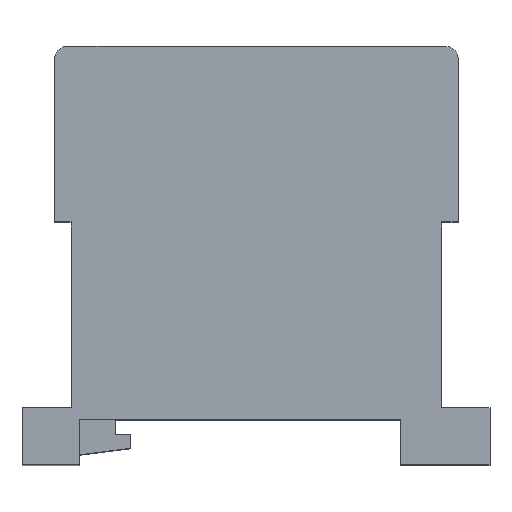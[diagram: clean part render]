
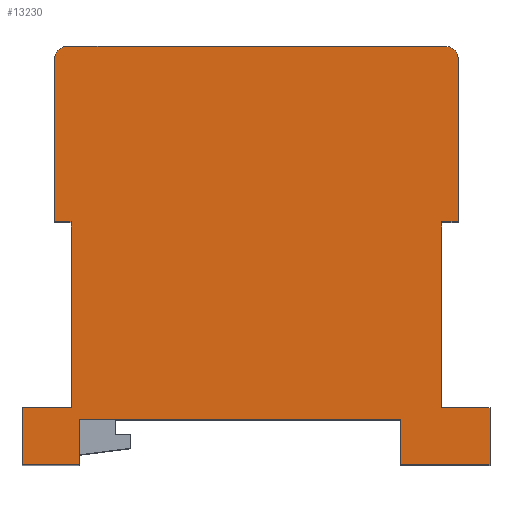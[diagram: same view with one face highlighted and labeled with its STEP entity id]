
A CAD part, top view. The second image highlights one B-rep face of the part: STEP entity #13230.
In plain terms, the highlighted planar face has unit normal (0, 0, 1).
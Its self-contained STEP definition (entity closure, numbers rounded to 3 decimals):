
#434 = VERTEX_POINT ( 'NONE', #6437 ) ;
#483 = DIRECTION ( 'NONE',  ( 0., -1., 0. ) ) ;
#718 = ORIENTED_EDGE ( 'NONE', *, *, #4234, .T. ) ;
#1224 = ORIENTED_EDGE ( 'NONE', *, *, #10041, .F. ) ;
#1515 = VECTOR ( 'NONE', #15718, 1000. ) ;
#1591 = DIRECTION ( 'NONE',  ( 0., 0., -1. ) ) ;
#1710 = CARTESIAN_POINT ( 'NONE',  ( -21.7, -28.4, 23.15 ) ) ;
#1725 = LINE ( 'NONE', #9336, #15736 ) ;
#1744 = VECTOR ( 'NONE', #8976, 1000. ) ;
#1808 = VERTEX_POINT ( 'NONE', #14475 ) ;
#1982 = VECTOR ( 'NONE', #16468, 1000. ) ;
#2182 = VECTOR ( 'NONE', #5010, 1000. ) ;
#2229 = VERTEX_POINT ( 'NONE', #11766 ) ;
#2261 = VERTEX_POINT ( 'NONE', #1710 ) ;
#2279 = CARTESIAN_POINT ( 'NONE',  ( 22.7, -22.85, 23.15 ) ) ;
#2373 = VERTEX_POINT ( 'NONE', #6105 ) ;
#2399 = EDGE_CURVE ( 'NONE', #2261, #1808, #12919, .T. ) ;
#2549 = CARTESIAN_POINT ( 'NONE',  ( -28.7, -21.4, 23.15 ) ) ;
#2600 = DIRECTION ( 'NONE',  ( -1., 0., 0. ) ) ;
#2622 = VECTOR ( 'NONE', #3585, 1000. ) ;
#2677 = LINE ( 'NONE', #13131, #1515 ) ;
#2688 = VERTEX_POINT ( 'NONE', #12141 ) ;
#2982 = LINE ( 'NONE', #14935, #4243 ) ;
#3047 = CARTESIAN_POINT ( 'NONE',  ( -28.7, -21.4, 23.15 ) ) ;
#3050 = CARTESIAN_POINT ( 'NONE',  ( -23.2, 21.35, 23.15 ) ) ;
#3268 = CARTESIAN_POINT ( 'NONE',  ( -22.7, -22.85, 23.15 ) ) ;
#3331 = CIRCLE ( 'NONE', #11151, 1.5 ) ;
#3585 = DIRECTION ( 'NONE',  ( 0., -1., 0. ) ) ;
#3590 = VERTEX_POINT ( 'NONE', #10919 ) ;
#3672 = LINE ( 'NONE', #7550, #2622 ) ;
#3700 = VECTOR ( 'NONE', #9985, 1000. ) ;
#3821 = LINE ( 'NONE', #2549, #1744 ) ;
#3873 = CARTESIAN_POINT ( 'NONE',  ( 22.7, 22.85, 23.15 ) ) ;
#3978 = CARTESIAN_POINT ( 'NONE',  ( 22.7, -22.85, 23.15 ) ) ;
#4234 = EDGE_CURVE ( 'NONE', #14320, #2373, #14661, .T. ) ;
#4243 = VECTOR ( 'NONE', #15779, 1000. ) ;
#4264 = DIRECTION ( 'NONE',  ( 0., -1., 0. ) ) ;
#4313 = CARTESIAN_POINT ( 'NONE',  ( 17.7, -28.4, 23.15 ) ) ;
#4583 = EDGE_CURVE ( 'NONE', #11531, #6710, #13840, .T. ) ;
#5010 = DIRECTION ( 'NONE',  ( 0., 1., 0. ) ) ;
#5092 = CARTESIAN_POINT ( 'NONE',  ( 22.7, -22.85, 23.15 ) ) ;
#5219 = CARTESIAN_POINT ( 'NONE',  ( 23.2, 21.35, 23.15 ) ) ;
#5234 = DIRECTION ( 'NONE',  ( 1., 0., 0. ) ) ;
#5246 = DIRECTION ( 'NONE',  ( -1., 0., 0. ) ) ;
#5496 = ORIENTED_EDGE ( 'NONE', *, *, #6204, .T. ) ;
#5588 = EDGE_CURVE ( 'NONE', #6710, #7530, #3821, .T. ) ;
#5652 = ORIENTED_EDGE ( 'NONE', *, *, #6221, .T. ) ;
#5848 = EDGE_CURVE ( 'NONE', #11004, #16321, #2982, .T. ) ;
#5867 = ORIENTED_EDGE ( 'NONE', *, *, #7396, .T. ) ;
#5974 = EDGE_CURVE ( 'NONE', #6509, #3590, #15506, .T. ) ;
#6105 = CARTESIAN_POINT ( 'NONE',  ( 28.6, -28.4, 23.15 ) ) ;
#6119 = VECTOR ( 'NONE', #7420, 1000. ) ;
#6204 = EDGE_CURVE ( 'NONE', #7530, #2261, #6650, .T. ) ;
#6213 = CARTESIAN_POINT ( 'NONE',  ( 17.7, -28.4, 23.15 ) ) ;
#6220 = LINE ( 'NONE', #11362, #1982 ) ;
#6221 = EDGE_CURVE ( 'NONE', #13394, #2688, #15483, .T. ) ;
#6333 = ORIENTED_EDGE ( 'NONE', *, *, #11076, .T. ) ;
#6417 = ORIENTED_EDGE ( 'NONE', *, *, #5588, .T. ) ;
#6426 = LINE ( 'NONE', #5092, #3700 ) ;
#6437 = CARTESIAN_POINT ( 'NONE',  ( 17.7, -22.85, 23.15 ) ) ;
#6509 = VERTEX_POINT ( 'NONE', #13681 ) ;
#6546 = AXIS2_PLACEMENT_3D ( 'NONE', #3978, #1591, #5246 ) ;
#6633 = VECTOR ( 'NONE', #2600, 1000. ) ;
#6650 = LINE ( 'NONE', #8006, #15997 ) ;
#6710 = VERTEX_POINT ( 'NONE', #3047 ) ;
#6963 = CARTESIAN_POINT ( 'NONE',  ( -22.7, -21.4, 23.15 ) ) ;
#7268 = VECTOR ( 'NONE', #8642, 1000. ) ;
#7298 = VERTEX_POINT ( 'NONE', #9922 ) ;
#7396 = EDGE_CURVE ( 'NONE', #2688, #11004, #3331, .T. ) ;
#7420 = DIRECTION ( 'NONE',  ( 0., -1., 0. ) ) ;
#7530 = VERTEX_POINT ( 'NONE', #11400 ) ;
#7550 = CARTESIAN_POINT ( 'NONE',  ( 17.7, -21.4, 23.15 ) ) ;
#7659 = ORIENTED_EDGE ( 'NONE', *, *, #2399, .T. ) ;
#7769 = DIRECTION ( 'NONE',  ( 1., 0., 0. ) ) ;
#7906 = DIRECTION ( 'NONE',  ( -1., 0., 0. ) ) ;
#8006 = CARTESIAN_POINT ( 'NONE',  ( -21.7, -28.4, 23.15 ) ) ;
#8048 = DIRECTION ( 'NONE',  ( 0., 0., 1. ) ) ;
#8500 = ORIENTED_EDGE ( 'NONE', *, *, #14831, .F. ) ;
#8503 = EDGE_LOOP ( 'NONE', ( #10750, #16224, #6417, #5496, #7659, #12022, #6333, #718, #8500, #10748, #13931, #15261, #12458, #11126, #5652, #5867, #15888, #1224 ) ) ;
#8642 = DIRECTION ( 'NONE',  ( -1., 0., 0. ) ) ;
#8929 = CARTESIAN_POINT ( 'NONE',  ( 24.7, 1.35, 23.15 ) ) ;
#8976 = DIRECTION ( 'NONE',  ( 0., -1., 0. ) ) ;
#9277 = VERTEX_POINT ( 'NONE', #12953 ) ;
#9321 = VECTOR ( 'NONE', #12631, 1000. ) ;
#9336 = CARTESIAN_POINT ( 'NONE',  ( 28.6, -21.4, 23.15 ) ) ;
#9399 = DIRECTION ( 'NONE',  ( -1., 0., 0. ) ) ;
#9692 = LINE ( 'NONE', #3268, #16292 ) ;
#9797 = AXIS2_PLACEMENT_3D ( 'NONE', #5219, #11858, #7906 ) ;
#9865 = EDGE_CURVE ( 'NONE', #16116, #11531, #9692, .T. ) ;
#9885 = EDGE_CURVE ( 'NONE', #2229, #9277, #10192, .T. ) ;
#9922 = CARTESIAN_POINT ( 'NONE',  ( 24.7, 21.35, 23.15 ) ) ;
#9985 = DIRECTION ( 'NONE',  ( -1., 0., 0. ) ) ;
#10021 = CARTESIAN_POINT ( 'NONE',  ( -22.7, 1.35, 23.15 ) ) ;
#10041 = EDGE_CURVE ( 'NONE', #16116, #16321, #2677, .T. ) ;
#10043 = LINE ( 'NONE', #2279, #6119 ) ;
#10074 = CARTESIAN_POINT ( 'NONE',  ( -21.7, -21.4, 23.15 ) ) ;
#10192 = LINE ( 'NONE', #8929, #9321 ) ;
#10568 = EDGE_CURVE ( 'NONE', #9277, #6509, #10043, .T. ) ;
#10748 = ORIENTED_EDGE ( 'NONE', *, *, #5974, .F. ) ;
#10750 = ORIENTED_EDGE ( 'NONE', *, *, #9865, .T. ) ;
#10919 = CARTESIAN_POINT ( 'NONE',  ( 28.6, -21.4, 23.15 ) ) ;
#11004 = VERTEX_POINT ( 'NONE', #12700 ) ;
#11076 = EDGE_CURVE ( 'NONE', #434, #14320, #3672, .T. ) ;
#11126 = ORIENTED_EDGE ( 'NONE', *, *, #16203, .T. ) ;
#11151 = AXIS2_PLACEMENT_3D ( 'NONE', #3050, #8048, #9399 ) ;
#11218 = EDGE_CURVE ( 'NONE', #434, #1808, #6426, .T. ) ;
#11362 = CARTESIAN_POINT ( 'NONE',  ( 24.7, 22.85, 23.15 ) ) ;
#11400 = CARTESIAN_POINT ( 'NONE',  ( -28.7, -28.4, 23.15 ) ) ;
#11531 = VERTEX_POINT ( 'NONE', #6963 ) ;
#11766 = CARTESIAN_POINT ( 'NONE',  ( 24.7, 1.35, 23.15 ) ) ;
#11858 = DIRECTION ( 'NONE',  ( 0., 0., 1. ) ) ;
#11891 = CARTESIAN_POINT ( 'NONE',  ( 17.7, -21.4, 23.15 ) ) ;
#12022 = ORIENTED_EDGE ( 'NONE', *, *, #11218, .F. ) ;
#12141 = CARTESIAN_POINT ( 'NONE',  ( -23.2, 22.85, 23.15 ) ) ;
#12197 = CARTESIAN_POINT ( 'NONE',  ( 23.2, 22.85, 23.15 ) ) ;
#12458 = ORIENTED_EDGE ( 'NONE', *, *, #16147, .F. ) ;
#12631 = DIRECTION ( 'NONE',  ( -1., 0., 0. ) ) ;
#12700 = CARTESIAN_POINT ( 'NONE',  ( -24.7, 21.35, 23.15 ) ) ;
#12919 = LINE ( 'NONE', #14005, #2182 ) ;
#12953 = CARTESIAN_POINT ( 'NONE',  ( 22.7, 1.35, 23.15 ) ) ;
#13131 = CARTESIAN_POINT ( 'NONE',  ( -22.7, 1.35, 23.15 ) ) ;
#13149 = PLANE ( 'NONE',  #6546 ) ;
#13230 = ADVANCED_FACE ( 'NONE', ( #14237 ), #13149, .F. ) ;
#13394 = VERTEX_POINT ( 'NONE', #12197 ) ;
#13681 = CARTESIAN_POINT ( 'NONE',  ( 22.7, -21.4, 23.15 ) ) ;
#13761 = CARTESIAN_POINT ( 'NONE',  ( -24.7, 1.35, 23.15 ) ) ;
#13840 = LINE ( 'NONE', #10074, #7268 ) ;
#13931 = ORIENTED_EDGE ( 'NONE', *, *, #10568, .F. ) ;
#14005 = CARTESIAN_POINT ( 'NONE',  ( -21.7, -21.4, 23.15 ) ) ;
#14170 = VECTOR ( 'NONE', #7769, 1000. ) ;
#14237 = FACE_OUTER_BOUND ( 'NONE', #8503, .T. ) ;
#14320 = VERTEX_POINT ( 'NONE', #4313 ) ;
#14475 = CARTESIAN_POINT ( 'NONE',  ( -21.7, -22.85, 23.15 ) ) ;
#14661 = LINE ( 'NONE', #6213, #14787 ) ;
#14787 = VECTOR ( 'NONE', #15985, 1000. ) ;
#14831 = EDGE_CURVE ( 'NONE', #3590, #2373, #1725, .T. ) ;
#14935 = CARTESIAN_POINT ( 'NONE',  ( -24.7, 22.85, 23.15 ) ) ;
#15261 = ORIENTED_EDGE ( 'NONE', *, *, #9885, .F. ) ;
#15483 = LINE ( 'NONE', #3873, #6633 ) ;
#15506 = LINE ( 'NONE', #11891, #14170 ) ;
#15718 = DIRECTION ( 'NONE',  ( -1., 0., 0. ) ) ;
#15736 = VECTOR ( 'NONE', #4264, 1000. ) ;
#15779 = DIRECTION ( 'NONE',  ( 0., -1., 0. ) ) ;
#15888 = ORIENTED_EDGE ( 'NONE', *, *, #5848, .T. ) ;
#15985 = DIRECTION ( 'NONE',  ( 1., 0., 0. ) ) ;
#15997 = VECTOR ( 'NONE', #5234, 1000. ) ;
#16116 = VERTEX_POINT ( 'NONE', #10021 ) ;
#16147 = EDGE_CURVE ( 'NONE', #7298, #2229, #6220, .T. ) ;
#16203 = EDGE_CURVE ( 'NONE', #7298, #13394, #16483, .T. ) ;
#16224 = ORIENTED_EDGE ( 'NONE', *, *, #4583, .T. ) ;
#16292 = VECTOR ( 'NONE', #483, 1000. ) ;
#16321 = VERTEX_POINT ( 'NONE', #13761 ) ;
#16468 = DIRECTION ( 'NONE',  ( 0., -1., 0. ) ) ;
#16483 = CIRCLE ( 'NONE', #9797, 1.5 ) ;
